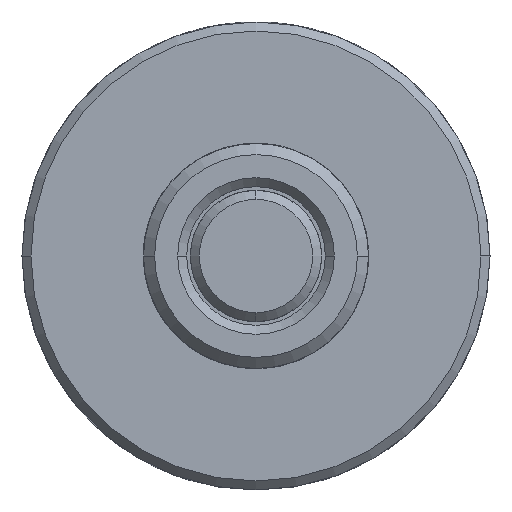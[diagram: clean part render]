
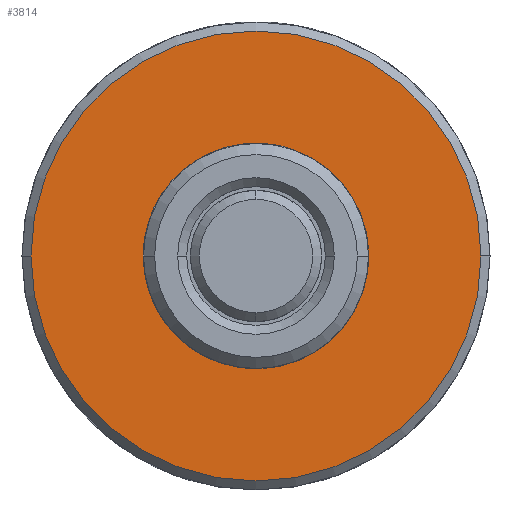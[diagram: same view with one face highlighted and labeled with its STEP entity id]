
A CAD part, left-side view. The second image highlights one B-rep face of the part: STEP entity #3814.
In plain terms, the highlighted planar face has unit normal (-1, 0, 0).
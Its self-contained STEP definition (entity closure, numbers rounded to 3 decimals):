
#147 = DIRECTION ( 'NONE',  ( 1., 0., 0. ) ) ;
#157 = AXIS2_PLACEMENT_3D ( 'NONE', #756, #147, #3618 ) ;
#197 = VERTEX_POINT ( 'NONE', #3547 ) ;
#275 = PLANE ( 'NONE',  #3497 ) ;
#579 = FACE_BOUND ( 'NONE', #618, .T. ) ;
#586 = DIRECTION ( 'NONE',  ( 1., 0., 0. ) ) ;
#618 = EDGE_LOOP ( 'NONE', ( #1440, #1639 ) ) ;
#680 = CIRCLE ( 'NONE', #3346, 9.493 ) ;
#756 = CARTESIAN_POINT ( 'NONE',  ( 16.764, 0., 0. ) ) ;
#809 = ORIENTED_EDGE ( 'NONE', *, *, #1428, .F. ) ;
#969 = ORIENTED_EDGE ( 'NONE', *, *, #2830, .F. ) ;
#1041 = CARTESIAN_POINT ( 'NONE',  ( 16.764, 0., 0. ) ) ;
#1066 = VERTEX_POINT ( 'NONE', #3893 ) ;
#1363 = CIRCLE ( 'NONE', #1565, 19.05 ) ;
#1428 = EDGE_CURVE ( 'NONE', #197, #2756, #2829, .T. ) ;
#1440 = ORIENTED_EDGE ( 'NONE', *, *, #2183, .T. ) ;
#1527 = CARTESIAN_POINT ( 'NONE',  ( 16.764, 0., 0. ) ) ;
#1535 = DIRECTION ( 'NONE',  ( 0., 0., -1. ) ) ;
#1565 = AXIS2_PLACEMENT_3D ( 'NONE', #3444, #586, #1535 ) ;
#1639 = ORIENTED_EDGE ( 'NONE', *, *, #2186, .T. ) ;
#1696 = AXIS2_PLACEMENT_3D ( 'NONE', #3149, #2718, #3058 ) ;
#1838 = FACE_OUTER_BOUND ( 'NONE', #2875, .T. ) ;
#2020 = DIRECTION ( 'NONE',  ( 0., 0., -1. ) ) ;
#2183 = EDGE_CURVE ( 'NONE', #1066, #2467, #680, .T. ) ;
#2186 = EDGE_CURVE ( 'NONE', #2467, #1066, #3678, .T. ) ;
#2467 = VERTEX_POINT ( 'NONE', #3742 ) ;
#2718 = DIRECTION ( 'NONE',  ( 1., 0., 0. ) ) ;
#2756 = VERTEX_POINT ( 'NONE', #3687 ) ;
#2799 = DIRECTION ( 'NONE',  ( 1., 0., 0. ) ) ;
#2829 = CIRCLE ( 'NONE', #1696, 19.05 ) ;
#2830 = EDGE_CURVE ( 'NONE', #2756, #197, #1363, .T. ) ;
#2875 = EDGE_LOOP ( 'NONE', ( #969, #809 ) ) ;
#2963 = DIRECTION ( 'NONE',  ( 1., 0., 0. ) ) ;
#3058 = DIRECTION ( 'NONE',  ( 0., 0., -1. ) ) ;
#3149 = CARTESIAN_POINT ( 'NONE',  ( 16.764, 0., 0. ) ) ;
#3346 = AXIS2_PLACEMENT_3D ( 'NONE', #1041, #2963, #2020 ) ;
#3444 = CARTESIAN_POINT ( 'NONE',  ( 16.764, 0., 0. ) ) ;
#3497 = AXIS2_PLACEMENT_3D ( 'NONE', #1527, #2799, #3775 ) ;
#3547 = CARTESIAN_POINT ( 'NONE',  ( 16.764, 0., -19.05 ) ) ;
#3618 = DIRECTION ( 'NONE',  ( 0., 0., -1. ) ) ;
#3678 = CIRCLE ( 'NONE', #157, 9.493 ) ;
#3687 = CARTESIAN_POINT ( 'NONE',  ( 16.764, 0., 19.05 ) ) ;
#3742 = CARTESIAN_POINT ( 'NONE',  ( 16.764, 0., 9.493 ) ) ;
#3775 = DIRECTION ( 'NONE',  ( 0., 0., -1. ) ) ;
#3814 = ADVANCED_FACE ( 'NONE', ( #1838, #579 ), #275, .F. ) ;
#3893 = CARTESIAN_POINT ( 'NONE',  ( 16.764, 0., -9.493 ) ) ;
